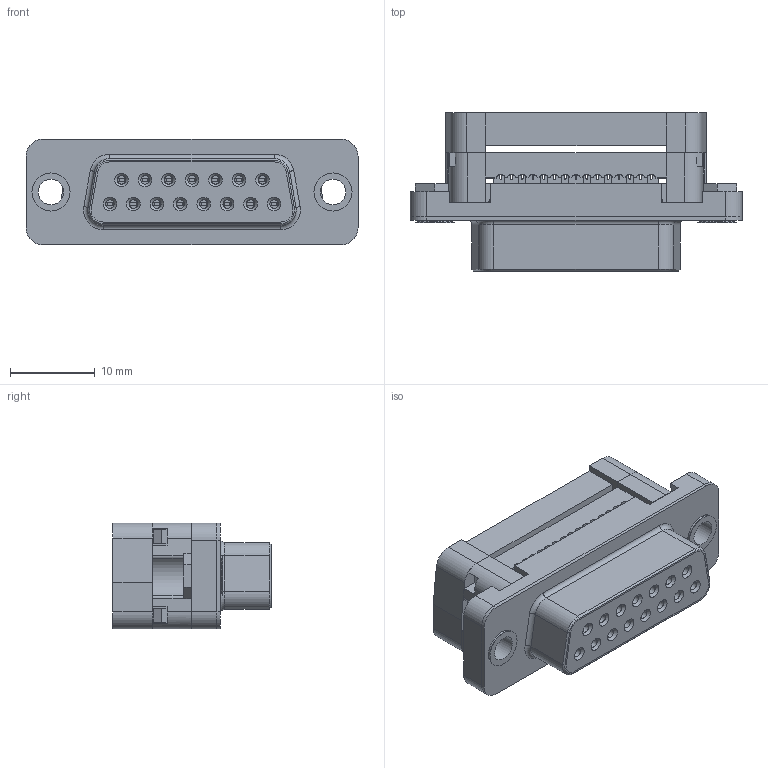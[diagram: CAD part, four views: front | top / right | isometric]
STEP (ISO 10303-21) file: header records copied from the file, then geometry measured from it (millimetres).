
FILE_DESCRIPTION(/* description */ ('Unknown'),/* implementation_level */ '2;1');
FILE_NAME(/* name */ '618015227221',/* time_stamp */ '2018-10-29T17:18:23+01:00',/* author */ ('Unknown'),/* organization */ ('Unknown'),/* preprocessor_version */ 'ST-DEVELOPER v16.7',/* originating_system */ 'DEX',/* authorisation */ $);
FILE_SCHEMA (('AUTOMOTIVE_DESIGN {1 0 10303 214 3 1 1}'));
Length unit declared in the file: millimetre
Products named in the file (21): 6180xx227221_Close; 618015227221; 6180xx227221_PIN; 6180xx227221_PIN02; 6180xx227221_PIN08; 6180xx227221_PIN07; 61801522x221_Strain Relief; 6180xx227221_PIN04; 61801522x221_Pad; 6180xx227221_PIN06; 6180xx227221_PIN05; 6180xx22x221_ECROU; 6180xx227221_PIN03; 6180xx227221_PIN20; 6180xx227221_PIN21; 6180xx227221_PIN22; 6180xx227221_PIN23; 6180xx227221_PIN24; 6180xx227221_PIN25; 6180xx227221_PIN26
Assembly tree (21 placements, depth 2):
  6180xx227221_Close
    618015227221
    6180xx227221_PIN
    6180xx227221_PIN02
    6180xx227221_PIN08
    6180xx227221_PIN07
    61801522x221_Strain Relief
    6180xx227221_PIN04
    61801522x221_Pad
    6180xx227221_PIN06
    6180xx227221_PIN05
    6180xx22x221_ECROU  x2
    618015227221
    6180xx227221_PIN03
    6180xx227221_PIN20
    6180xx227221_PIN21
    6180xx227221_PIN22
    6180xx227221_PIN23
    6180xx227221_PIN24
    6180xx227221_PIN25
    6180xx227221_PIN26
Bounding box: 39.2 x 18.7 x 12.5 mm (x, y, z)
Volume: 4758.4 mm3; surface area: 8201.3 mm2
Topology: 21 solids, 21 shells, 1609 faces, 4393 edges, 2819 vertices
Faces by surface type: plane 1270, cylinder 242, bspline 60, cone 23, torus 14
Full cylindrical faces by diameter (mm): 1 x15, 3 x2, 4 x4, 4.1 x2, 4.5 x2
Entity records: 56359 total; most frequent: CARTESIAN_POINT 9896, ORIENTED_EDGE 8604, DIRECTION 7948, EDGE_CURVE 4302, LINE 3532, VECTOR 3532, VERTEX_POINT 2780, AXIS2_PLACEMENT_3D 2208
